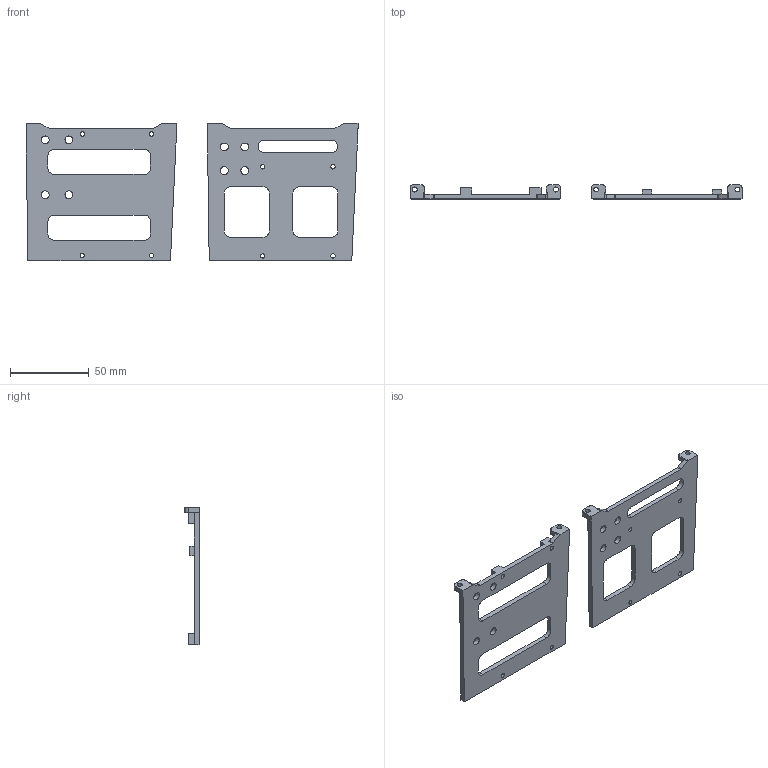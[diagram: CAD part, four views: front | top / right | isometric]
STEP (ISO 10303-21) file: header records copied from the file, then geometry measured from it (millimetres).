
FILE_DESCRIPTION(/* description */ (''),/* implementation_level */ '2;1');
FILE_NAME(/* name */ 'PCB Holder fixing for the crank generator.step',/* time_stamp */ '2023-01-22T14:00:26Z',/* author */ (''),/* organization */ (''),/* preprocessor_version */ 'ST-DEVELOPER v19.2',/* originating_system */ 'Autodesk Translation Framework v11.17.0.187',/* authorisation */ '');
FILE_SCHEMA (('AUTOMOTIVE_DESIGN { 1 0 10303 214 3 1 1 }'));
Length unit declared in the file: millimetre
Products named in the file (1): PCB Holder - crank generator
Bounding box: 210.55 x 9 x 87.1 mm (x, y, z)
Volume: 35494.8 mm3; surface area: 28864.8 mm2
Topology: 2 solids, 2 shells, 148 faces, 424 edges, 282 vertices
Faces by surface type: plane 94, cylinder 54
Full cylindrical faces by diameter (mm): 2.75 x8, 3 x2, 3.2 x2, 5 x8
Entity records: 4965 total; most frequent: CARTESIAN_POINT 855, ORIENTED_EDGE 848, DIRECTION 834, EDGE_CURVE 424, LINE 312, VECTOR 312, VERTEX_POINT 282, AXIS2_PLACEMENT_3D 261
